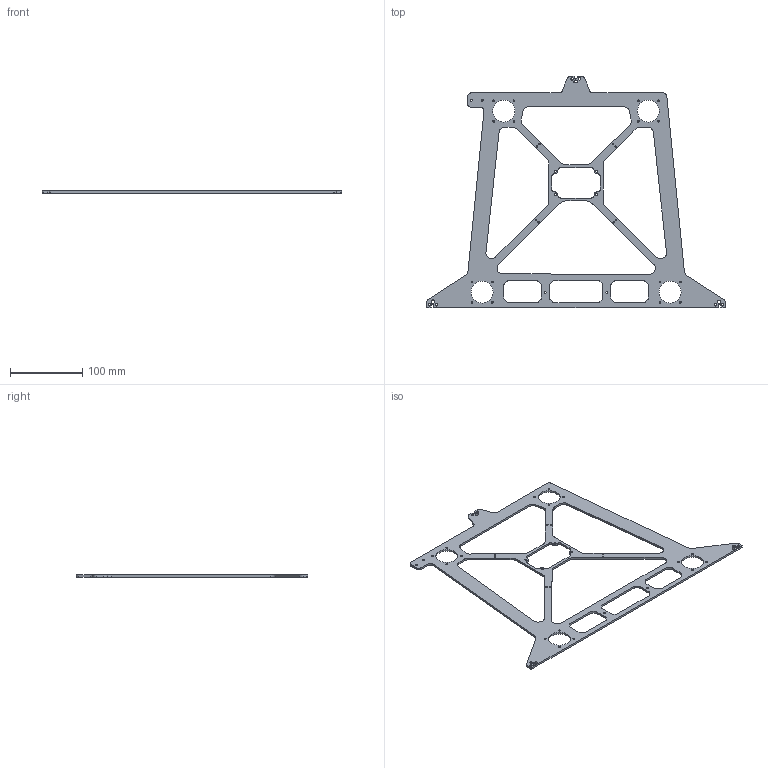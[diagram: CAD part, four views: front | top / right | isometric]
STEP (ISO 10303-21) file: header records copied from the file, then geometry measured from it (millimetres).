
FILE_DESCRIPTION(/* description */ (''),/* implementation_level */ '2;1');
FILE_NAME(/* name */ 'another_bed_frame_v6.step',/* time_stamp */ '2025-12-26T21:53:55+09:00',/* author */ (''),/* organization */ (''),/* preprocessor_version */ 'ST-DEVELOPER v20.1',/* originating_system */ 'Autodesk Translation Framework v14.17.0.0',/* authorisation */ '');
FILE_SCHEMA (('AUTOMOTIVE_DESIGN { 1 0 10303 214 3 1 1 }'));
Length unit declared in the file: millimetre
Products named in the file (1): bed-frame
Bounding box: 413.64 x 320 x 2.8 mm (x, y, z)
Volume: 92652.7 mm3; surface area: 79129.7 mm2
Topology: 1 solids, 1 shells, 212 faces, 630 edges, 420 vertices
Faces by surface type: cylinder 127, plane 85
Full cylindrical faces by diameter (mm): 2 x8, 2.529 x22, 3 x2, 3.4 x6, 4.2 x1, 30.5 x4
Entity records: 7460 total; most frequent: DIRECTION 1310, CARTESIAN_POINT 1263, ORIENTED_EDGE 1260, EDGE_CURVE 630, AXIS2_PLACEMENT_3D 467, VERTEX_POINT 420, LINE 376, VECTOR 376
